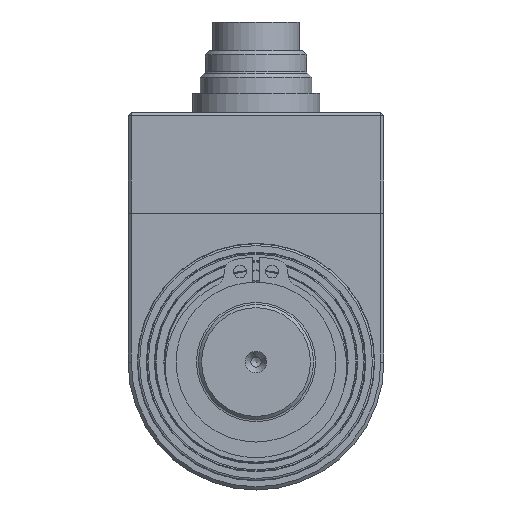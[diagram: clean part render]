
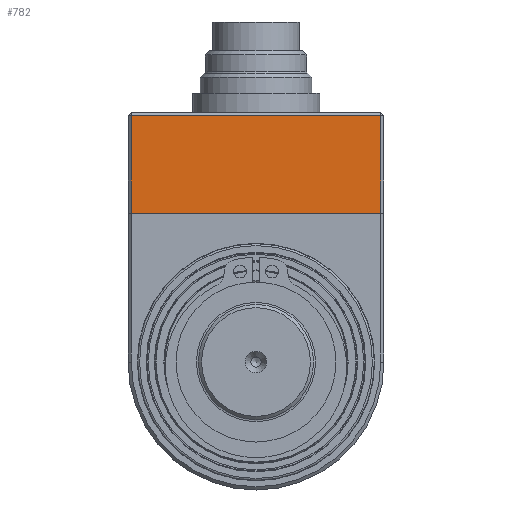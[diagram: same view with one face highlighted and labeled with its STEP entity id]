
A CAD part, left-side view. The second image highlights one B-rep face of the part: STEP entity #782.
In plain terms, the highlighted planar face has unit normal (-1, 0, 0).
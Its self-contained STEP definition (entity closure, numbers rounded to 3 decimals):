
#782 = ADVANCED_FACE( '', ( #1545 ), #1546, .F. );
#1545 = FACE_OUTER_BOUND( '', #2784, .T. );
#1546 = PLANE( '', #2785 );
#2784 = EDGE_LOOP( '', ( #4103, #4104, #4105, #4106 ) );
#2785 = AXIS2_PLACEMENT_3D( '', #4107, #4108, #4109 );
#4103 = ORIENTED_EDGE( '', *, *, #6175, .F. );
#4104 = ORIENTED_EDGE( '', *, *, #6176, .T. );
#4105 = ORIENTED_EDGE( '', *, *, #6177, .T. );
#4106 = ORIENTED_EDGE( '', *, *, #6178, .T. );
#4107 = CARTESIAN_POINT( '', ( -35.75, 20., 15.8 ) );
#4108 = DIRECTION( '', ( 1., 0., 0. ) );
#4109 = DIRECTION( '', ( 0., 0., -1. ) );
#6175 = EDGE_CURVE( '', #7491, #7492, #7493, .T. );
#6176 = EDGE_CURVE( '', #7491, #7494, #7495, .T. );
#6177 = EDGE_CURVE( '', #7494, #7496, #7497, .T. );
#6178 = EDGE_CURVE( '', #7496, #7492, #7498, .T. );
#7491 = VERTEX_POINT( '', #8661 );
#7492 = VERTEX_POINT( '', #8662 );
#7493 = LINE( '', #8663, #8664 );
#7494 = VERTEX_POINT( '', #8665 );
#7495 = LINE( '', #8666, #8667 );
#7496 = VERTEX_POINT( '', #8668 );
#7497 = LINE( '', #8669, #8670 );
#7498 = LINE( '', #8671, #8672 );
#8661 = CARTESIAN_POINT( '', ( -35.75, 19.5, 15.8 ) );
#8662 = CARTESIAN_POINT( '', ( -35.75, -19.5, 15.8 ) );
#8663 = CARTESIAN_POINT( '', ( -35.75, 20., 15.8 ) );
#8664 = VECTOR( '', #10074, 1000. );
#8665 = CARTESIAN_POINT( '', ( -35.75, 19.5, 0.5 ) );
#8666 = CARTESIAN_POINT( '', ( -35.75, 19.5, 15.8 ) );
#8667 = VECTOR( '', #10075, 1000. );
#8668 = CARTESIAN_POINT( '', ( -35.75, -19.5, 0.5 ) );
#8669 = CARTESIAN_POINT( '', ( -35.75, 20., 0.5 ) );
#8670 = VECTOR( '', #10076, 1000. );
#8671 = CARTESIAN_POINT( '', ( -35.75, -19.5, 15.8 ) );
#8672 = VECTOR( '', #10077, 1000. );
#10074 = DIRECTION( '', ( 0., -1., 0. ) );
#10075 = DIRECTION( '', ( 0., 0., -1. ) );
#10076 = DIRECTION( '', ( 0., -1., 0. ) );
#10077 = DIRECTION( '', ( 0., 0., 1. ) );
